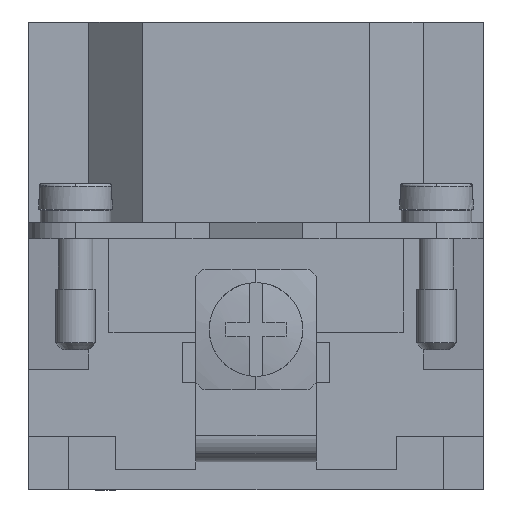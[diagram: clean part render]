
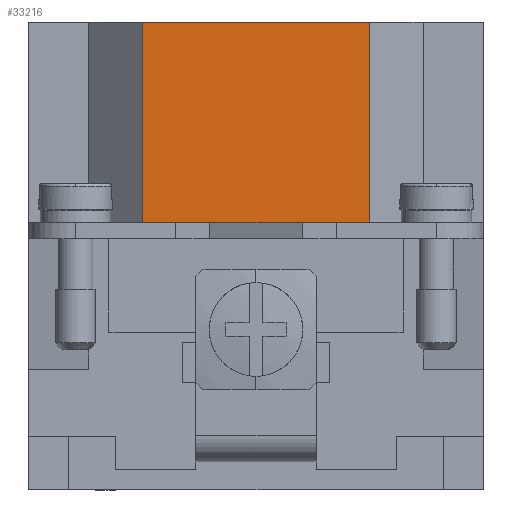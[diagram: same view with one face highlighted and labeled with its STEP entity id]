
A CAD part, left-side view. The second image highlights one B-rep face of the part: STEP entity #33216.
In plain terms, the highlighted planar face has unit normal (-1, 0, 0).
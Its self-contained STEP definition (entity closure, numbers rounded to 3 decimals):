
#21658=CARTESIAN_POINT('',(-31.5,-6.,-15.0));
#21659=VERTEX_POINT('',#21658);
#21660=CARTESIAN_POINT('',(-31.5,-8.5,-15.0));
#21661=VERTEX_POINT('',#21660);
#21662=CARTESIAN_POINT('',(-31.5,-6.,-15.0));
#21663=DIRECTION('',(0.0,-1.0,0.0));
#21664=VECTOR('',#21663,2.5);
#21665=LINE('',#21662,#21664);
#21666=EDGE_CURVE('',#21659,#21661,#21665,.T.);
#21811=CARTESIAN_POINT('',(-31.5,6.,-15.0));
#21812=VERTEX_POINT('',#21811);
#21819=CARTESIAN_POINT('',(-31.5,8.5,-15.0));
#21820=VERTEX_POINT('',#21819);
#21821=CARTESIAN_POINT('',(-31.5,8.5,-15.0));
#21822=DIRECTION('',(0.0,-1.0,0.0));
#21823=VECTOR('',#21822,2.5);
#21824=LINE('',#21821,#21823);
#21825=EDGE_CURVE('',#21820,#21812,#21824,.T.);
#22038=CARTESIAN_POINT('',(-31.5,6.,-15.0));
#22039=DIRECTION('',(0.0,-1.0,0.0));
#22040=VECTOR('',#22039,12.);
#22041=LINE('',#22038,#22040);
#22042=EDGE_CURVE('',#21812,#21659,#22041,.T.);
#32731=CARTESIAN_POINT('',(-31.5,8.5,0.0));
#32732=VERTEX_POINT('',#32731);
#32739=CARTESIAN_POINT('',(-31.5,-8.5,0.0));
#32740=VERTEX_POINT('',#32739);
#32741=CARTESIAN_POINT('',(-31.5,-8.5,0.0));
#32742=DIRECTION('',(0.0,1.0,0.0));
#32743=VECTOR('',#32742,17.0);
#32744=LINE('',#32741,#32743);
#32745=EDGE_CURVE('',#32740,#32732,#32744,.T.);
#33187=CARTESIAN_POINT('',(-31.5,8.5,0.0));
#33188=DIRECTION('',(0.0,0.0,-1.0));
#33189=VECTOR('',#33188,15.0);
#33190=LINE('',#33187,#33189);
#33191=EDGE_CURVE('',#32732,#21820,#33190,.T.);
#33198=CARTESIAN_POINT('',(-31.5,8.5,0.0));
#33199=DIRECTION('',(-1.0,0.0,0.0));
#33200=DIRECTION('',(0.0,0.0,1.0));
#33201=AXIS2_PLACEMENT_3D('',#33198,#33199,#33200);
#33202=PLANE('',#33201);
#33203=ORIENTED_EDGE('',*,*,#21825,.T.);
#33204=ORIENTED_EDGE('',*,*,#22042,.T.);
#33205=ORIENTED_EDGE('',*,*,#21666,.T.);
#33206=CARTESIAN_POINT('',(-31.5,-8.5,0.0));
#33207=DIRECTION('',(0.0,0.0,-1.0));
#33208=VECTOR('',#33207,15.0);
#33209=LINE('',#33206,#33208);
#33210=EDGE_CURVE('',#32740,#21661,#33209,.T.);
#33211=ORIENTED_EDGE('',*,*,#33210,.F.);
#33212=ORIENTED_EDGE('',*,*,#32745,.T.);
#33213=ORIENTED_EDGE('',*,*,#33191,.T.);
#33214=EDGE_LOOP('',(#33203,#33204,#33205,#33211,#33212,#33213));
#33215=FACE_OUTER_BOUND('',#33214,.T.);
#33216=ADVANCED_FACE('',(#33215),#33202,.T.);
